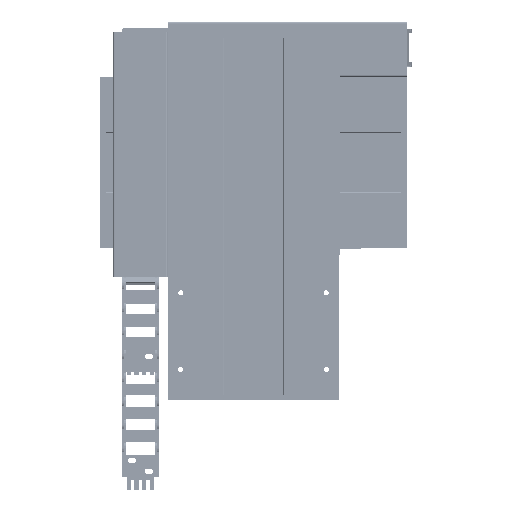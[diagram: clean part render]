
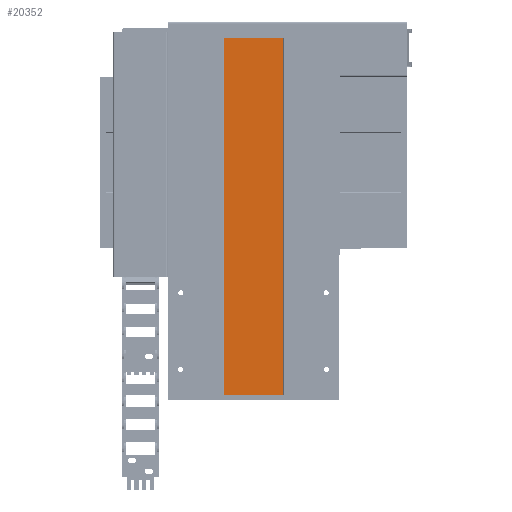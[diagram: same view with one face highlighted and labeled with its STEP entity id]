
A CAD part, front view. The second image highlights one B-rep face of the part: STEP entity #20352.
In plain terms, the highlighted planar face has unit normal (0, -1, 0).
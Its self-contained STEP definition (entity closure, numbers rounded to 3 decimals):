
#592 = CARTESIAN_POINT ( 'NONE',  ( -39., 0., -233. ) ) ;
#1663 = CARTESIAN_POINT ( 'NONE',  ( -39., 0., 233. ) ) ;
#2718 = CARTESIAN_POINT ( 'NONE',  ( -39., 0., 233. ) ) ;
#3855 = EDGE_LOOP ( 'NONE', ( #23116, #32921, #6929, #10024 ) ) ;
#3955 = VERTEX_POINT ( 'NONE', #42064 ) ;
#4393 = LINE ( 'NONE', #33300, #37000 ) ;
#5118 = VERTEX_POINT ( 'NONE', #2718 ) ;
#5543 = DIRECTION ( 'NONE',  ( 0., 1., 0. ) ) ;
#5694 = DIRECTION ( 'NONE',  ( -1., 0., 0. ) ) ;
#6929 = ORIENTED_EDGE ( 'NONE', *, *, #10746, .F. ) ;
#7648 = LINE ( 'NONE', #1663, #43580 ) ;
#7829 = VECTOR ( 'NONE', #14448, 1000. ) ;
#10024 = ORIENTED_EDGE ( 'NONE', *, *, #21955, .T. ) ;
#10746 = EDGE_CURVE ( 'NONE', #5118, #37591, #27221, .T. ) ;
#13773 = EDGE_CURVE ( 'NONE', #37591, #3955, #4393, .T. ) ;
#14448 = DIRECTION ( 'NONE',  ( 1., 0., 0. ) ) ;
#19397 = DIRECTION ( 'NONE',  ( 1., 0., 0. ) ) ;
#20352 = ADVANCED_FACE ( 'NONE', ( #38792 ), #34010, .F. ) ;
#21955 = EDGE_CURVE ( 'NONE', #5118, #45003, #7648, .T. ) ;
#23116 = ORIENTED_EDGE ( 'NONE', *, *, #25905, .T. ) ;
#23372 = CARTESIAN_POINT ( 'NONE',  ( -39., 0., 233. ) ) ;
#23582 = AXIS2_PLACEMENT_3D ( 'NONE', #26517, #5543, #5694 ) ;
#25031 = VECTOR ( 'NONE', #19397, 1000. ) ;
#25560 = DIRECTION ( 'NONE',  ( 0., 0., -1. ) ) ;
#25905 = EDGE_CURVE ( 'NONE', #45003, #3955, #40434, .T. ) ;
#26517 = CARTESIAN_POINT ( 'NONE',  ( -39., 0., 233. ) ) ;
#27221 = LINE ( 'NONE', #23372, #25031 ) ;
#29910 = DIRECTION ( 'NONE',  ( 0., 0., -1. ) ) ;
#30281 = CARTESIAN_POINT ( 'NONE',  ( -39., 0., -233. ) ) ;
#32921 = ORIENTED_EDGE ( 'NONE', *, *, #13773, .F. ) ;
#33300 = CARTESIAN_POINT ( 'NONE',  ( 39., 0., 233. ) ) ;
#34010 = PLANE ( 'NONE',  #23582 ) ;
#34178 = CARTESIAN_POINT ( 'NONE',  ( 39., 0., 233. ) ) ;
#37000 = VECTOR ( 'NONE', #29910, 1000. ) ;
#37591 = VERTEX_POINT ( 'NONE', #34178 ) ;
#38792 = FACE_OUTER_BOUND ( 'NONE', #3855, .T. ) ;
#40434 = LINE ( 'NONE', #592, #7829 ) ;
#42064 = CARTESIAN_POINT ( 'NONE',  ( 39., 0., -233. ) ) ;
#43580 = VECTOR ( 'NONE', #25560, 1000. ) ;
#45003 = VERTEX_POINT ( 'NONE', #30281 ) ;
